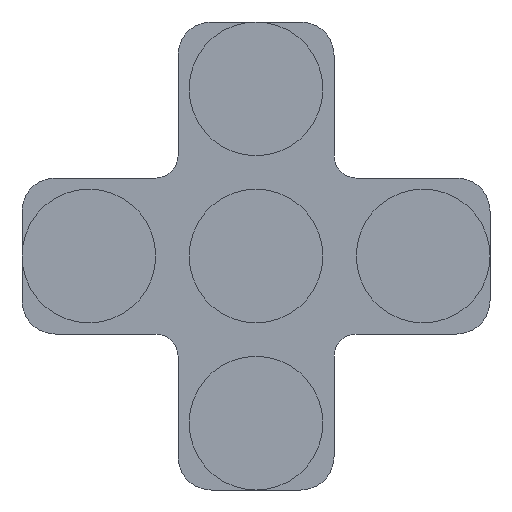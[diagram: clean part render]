
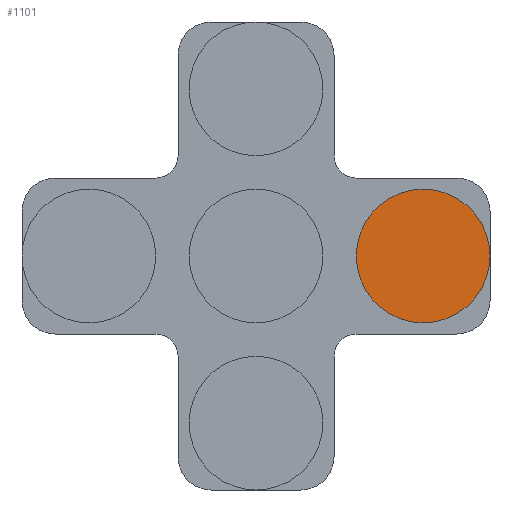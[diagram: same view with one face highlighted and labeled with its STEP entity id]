
A CAD part, front view. The second image highlights one B-rep face of the part: STEP entity #1101.
In plain terms, the highlighted planar face has unit normal (0, -1, 0).
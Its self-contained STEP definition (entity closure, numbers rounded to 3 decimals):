
#342=CARTESIAN_POINT('',(15.,-0.03,0.));
#343=DIRECTION('',(0.,-1.,0.));
#344=DIRECTION('',(0.,0.,-1.));
#345=AXIS2_PLACEMENT_3D('',#342,#343,#344);
#350=CARTESIAN_POINT('',(15.,-0.03,0.));
#351=DIRECTION('',(0.,-1.,0.));
#352=DIRECTION('',(0.,0.,1.));
#353=AXIS2_PLACEMENT_3D('',#350,#351,#352);
#910=CARTESIAN_POINT('',(15.,-0.03,-6.));
#911=CARTESIAN_POINT('',(15.,-0.03,6.));
#912=VERTEX_POINT('',#910);
#913=VERTEX_POINT('',#911);
#1090=CARTESIAN_POINT('',(0.,-0.03,0.));
#1091=DIRECTION('',(0.,-1.,0.));
#1092=DIRECTION('',(0.,0.,-1.));
#1093=AXIS2_PLACEMENT_3D('',#1090,#1091,#1092);
#1094=PLANE('',#1093);
#1096=ORIENTED_EDGE('',*,*,#1095,.F.);
#1098=ORIENTED_EDGE('',*,*,#1097,.F.);
#1099=EDGE_LOOP('',(#1096,#1098));
#1100=FACE_OUTER_BOUND('',#1099,.F.);
#1101=ADVANCED_FACE('',(#1100),#1094,.T.);
#346=CIRCLE('',#345,6.);
#354=CIRCLE('',#353,6.);
#1095=EDGE_CURVE('',#912,#913,#346,.T.);
#1097=EDGE_CURVE('',#913,#912,#354,.T.);
